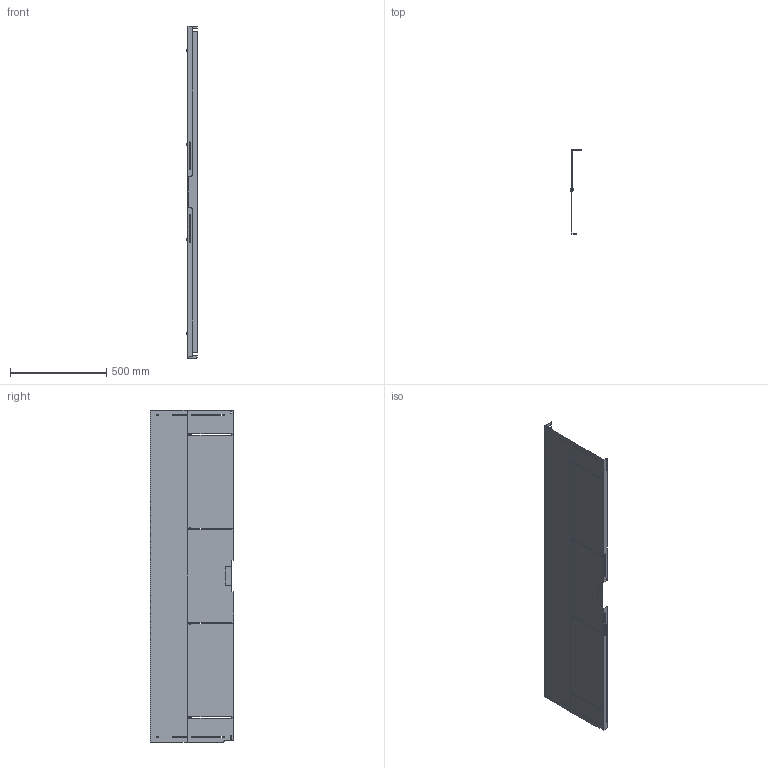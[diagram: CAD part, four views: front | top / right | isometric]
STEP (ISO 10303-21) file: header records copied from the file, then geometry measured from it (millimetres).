
FILE_DESCRIPTION (( 'STEP AP203' ), '1' );
FILE_NAME ('BKFM7218_Default.step', '2019-11-12T20:58:27', ( '' ), ( '' ), 'SwSTEP 2.0', 'SolidWorks 2019', '' );
FILE_SCHEMA (( 'CONFIG_CONTROL_DESIGN' ));
Length unit declared in the file: inch
Products named in the file (1): BKFM7218_Default
Bounding box: 56.83 x 435.1 x 1727.2 mm (x, y, z)
Volume: 1639835 mm3; surface area: 1815029.2 mm2
Topology: 10 solids, 10 shells, 307 faces, 797 edges, 518 vertices
Faces by surface type: plane 154, cylinder 109, bspline 28, torus 16
Entity records: 10002 total; most frequent: CARTESIAN_POINT 2331, ORIENTED_EDGE 1594, DIRECTION 1555, EDGE_CURVE 797, AXIS2_PLACEMENT_3D 558, VERTEX_POINT 518, LINE 439, VECTOR 439
